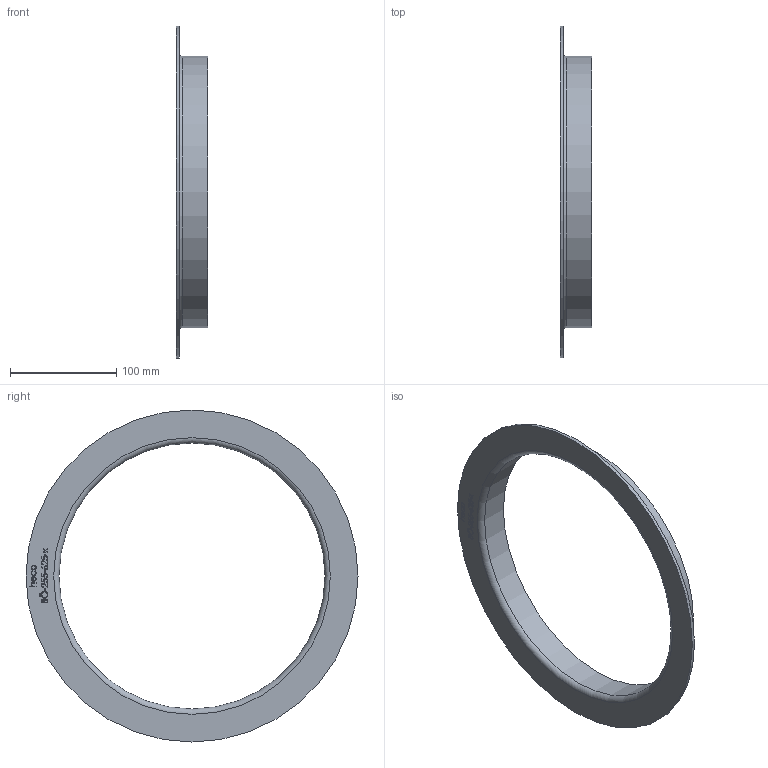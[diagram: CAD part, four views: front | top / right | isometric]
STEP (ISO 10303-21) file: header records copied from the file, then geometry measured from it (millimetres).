
FILE_DESCRIPTION (( 'STEP AP214' ), '1' );
FILE_NAME ('BÖ-255-625-x Vorschweissbördel 2010.STEP', '2020-10-16T09:45:26', ( '' ), ( '' ), 'SwSTEP 2.0', 'SolidWorks 2019', '' );
FILE_SCHEMA (( 'AUTOMOTIVE_DESIGN' ));
Length unit declared in the file: millimetre
Products named in the file (1): BÖ-255-625-x Vorschweissbördel 2010
Bounding box: 30 x 312 x 312 mm (x, y, z)
Volume: 132909.8 mm3; surface area: 100302.6 mm2
Topology: 1 solids, 1 shells, 216 faces, 566 edges, 377 vertices
Faces by surface type: plane 106, bspline 105, cylinder 3, torus 2
Full cylindrical faces by diameter (mm): 250 x1, 255 x1, 312 x1
Entity records: 14490 total; most frequent: CARTESIAN_POINT 7642, ORIENTED_EDGE 1120, DIRECTION 582, EDGE_CURVE 560, VERTEX_POINT 376, VECTOR 342, LINE 342, EDGE_LOOP 248
